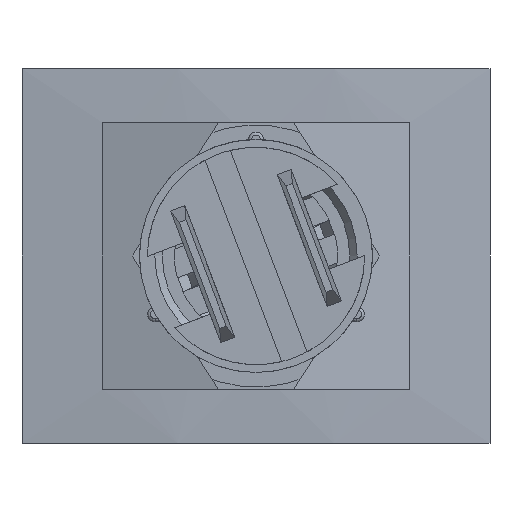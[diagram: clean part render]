
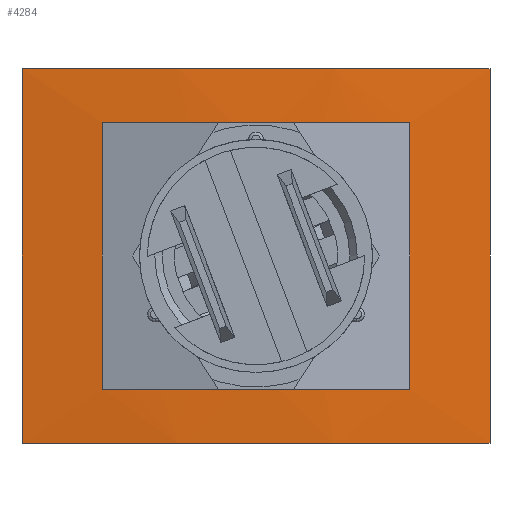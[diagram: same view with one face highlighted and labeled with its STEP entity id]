
A CAD part, front view. The second image highlights one B-rep face of the part: STEP entity #4284.
In plain terms, the highlighted cylindrical face has radius 56.951 mm (diameter 113.903 mm), a partial arc.
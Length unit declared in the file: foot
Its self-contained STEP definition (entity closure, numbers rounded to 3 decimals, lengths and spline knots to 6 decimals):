
#19 = VERTEX_POINT ( 'NONE', #3536 ) ;
#31 = VERTEX_POINT ( 'NONE', #5586 ) ;
#64 = DIRECTION ( 'NONE',  ( 0., 0., 1. ) ) ;
#86 = CARTESIAN_POINT ( 'NONE',  ( -0.026027, 0.000523, -0.020833 ) ) ;
#334 = ORIENTED_EDGE ( 'NONE', *, *, #3613, .F. ) ;
#353 = EDGE_LOOP ( 'NONE', ( #2930, #334, #2774, #5131, #2639, #4992, #1188, #2339 ) ) ;
#362 = CIRCLE ( 'NONE', #1710, 0.186849 ) ;
#397 = DIRECTION ( 'NONE',  ( 0., 0., -1. ) ) ;
#425 = DIRECTION ( 'NONE',  ( 1., 0., 0. ) ) ;
#592 = CARTESIAN_POINT ( 'NONE',  ( 0., -0.184503, 0.014833 ) ) ;
#641 = AXIS2_PLACEMENT_3D ( 'NONE', #5726, #2895, #6194 ) ;
#796 = CARTESIAN_POINT ( 'NONE',  ( 0.017083, 0.001562, 0.014833 ) ) ;
#865 = CARTESIAN_POINT ( 'NONE',  ( 0., -0.184503, 0.014833 ) ) ;
#986 = CARTESIAN_POINT ( 'NONE',  ( 0., -0.184503, -0.014833 ) ) ;
#1188 = ORIENTED_EDGE ( 'NONE', *, *, #3575, .F. ) ;
#1191 = DIRECTION ( 'NONE',  ( 0., 0., -1. ) ) ;
#1292 = DIRECTION ( 'NONE',  ( 0., 0., -1. ) ) ;
#1320 = CIRCLE ( 'NONE', #4220, 0.186849 ) ;
#1323 = DIRECTION ( 'NONE',  ( 0., 0., -1. ) ) ;
#1361 = VERTEX_POINT ( 'NONE', #2980 ) ;
#1363 = DIRECTION ( 'NONE',  ( 1., 0., 0. ) ) ;
#1509 = DIRECTION ( 'NONE',  ( 0., 0., 1. ) ) ;
#1555 = CIRCLE ( 'NONE', #3161, 0.186849 ) ;
#1565 = CARTESIAN_POINT ( 'NONE',  ( 0.007592, 0.002191, -0.014833 ) ) ;
#1628 = EDGE_CURVE ( 'NONE', #4841, #3220, #1320, .T. ) ;
#1640 = DIRECTION ( 'NONE',  ( 1., 0., 0. ) ) ;
#1710 = AXIS2_PLACEMENT_3D ( 'NONE', #5298, #2472, #5774 ) ;
#1775 = DIRECTION ( 'NONE',  ( 0., 0., 1. ) ) ;
#1826 = AXIS2_PLACEMENT_3D ( 'NONE', #865, #4209, #1363 ) ;
#1828 = EDGE_CURVE ( 'NONE', #4629, #1361, #3923, .T. ) ;
#1870 = EDGE_CURVE ( 'NONE', #31, #4396, #1555, .T. ) ;
#1952 = DIRECTION ( 'NONE',  ( 0., 0., 1. ) ) ;
#1986 = CYLINDRICAL_SURFACE ( 'NONE', #3073, 0.186849 ) ;
#2023 = CARTESIAN_POINT ( 'NONE',  ( 0., -0.184503, 0.020833 ) ) ;
#2042 = ORIENTED_EDGE ( 'NONE', *, *, #1828, .F. ) ;
#2046 = DIRECTION ( 'NONE',  ( 1., 0., 0. ) ) ;
#2078 = VECTOR ( 'NONE', #1323, 3.28084 ) ;
#2230 = DIRECTION ( 'NONE',  ( 0., 0., 1. ) ) ;
#2339 = ORIENTED_EDGE ( 'NONE', *, *, #1628, .F. ) ;
#2351 = EDGE_CURVE ( 'NONE', #1361, #5474, #4658, .T. ) ;
#2403 = EDGE_CURVE ( 'NONE', #19, #5474, #4506, .T. ) ;
#2406 = DIRECTION ( 'NONE',  ( 0., 0., 1. ) ) ;
#2409 = AXIS2_PLACEMENT_3D ( 'NONE', #4596, #1775, #5080 ) ;
#2467 = CARTESIAN_POINT ( 'NONE',  ( -0.007592, 0.002191, -0.014833 ) ) ;
#2472 = DIRECTION ( 'NONE',  ( 0., 0., -1. ) ) ;
#2639 = ORIENTED_EDGE ( 'NONE', *, *, #5190, .T. ) ;
#2681 = VECTOR ( 'NONE', #2230, 3.28084 ) ;
#2754 = CARTESIAN_POINT ( 'NONE',  ( -0.007592, 0.002191, 0.014833 ) ) ;
#2761 = EDGE_LOOP ( 'NONE', ( #4689, #5811, #2042, #3227 ) ) ;
#2774 = ORIENTED_EDGE ( 'NONE', *, *, #6187, .F. ) ;
#2895 = DIRECTION ( 'NONE',  ( 0., 0., -1. ) ) ;
#2903 = CARTESIAN_POINT ( 'NONE',  ( 0.026027, 0.000523, -0.020833 ) ) ;
#2908 = AXIS2_PLACEMENT_3D ( 'NONE', #4049, #1191, #4521 ) ;
#2930 = ORIENTED_EDGE ( 'NONE', *, *, #3761, .F. ) ;
#2939 = CARTESIAN_POINT ( 'NONE',  ( -0.017083, 0.001562, -0.014833 ) ) ;
#2980 = CARTESIAN_POINT ( 'NONE',  ( 0.026027, 0.000523, 0.020833 ) ) ;
#3071 = CARTESIAN_POINT ( 'NONE',  ( 0.007592, 0.002191, 0.014833 ) ) ;
#3073 = AXIS2_PLACEMENT_3D ( 'NONE', #3788, #2406, #425 ) ;
#3074 = VERTEX_POINT ( 'NONE', #2754 ) ;
#3161 = AXIS2_PLACEMENT_3D ( 'NONE', #986, #1292, #1640 ) ;
#3167 = CIRCLE ( 'NONE', #2409, 0.186849 ) ;
#3176 = LINE ( 'NONE', #4644, #2078 ) ;
#3220 = VERTEX_POINT ( 'NONE', #796 ) ;
#3227 = ORIENTED_EDGE ( 'NONE', *, *, #4963, .T. ) ;
#3375 = AXIS2_PLACEMENT_3D ( 'NONE', #2023, #1952, #2046 ) ;
#3423 = EDGE_CURVE ( 'NONE', #4731, #4447, #5166, .T. ) ;
#3503 = DIRECTION ( 'NONE',  ( 1., 0., 0. ) ) ;
#3536 = CARTESIAN_POINT ( 'NONE',  ( -0.026027, 0.000523, -0.020833 ) ) ;
#3539 = VECTOR ( 'NONE', #1509, 3.28084 ) ;
#3575 = EDGE_CURVE ( 'NONE', #3220, #4447, #3176, .T. ) ;
#3613 = EDGE_CURVE ( 'NONE', #5061, #3074, #4124, .T. ) ;
#3761 = EDGE_CURVE ( 'NONE', #3074, #4841, #362, .T. ) ;
#3788 = CARTESIAN_POINT ( 'NONE',  ( 0., -0.184503, -0.020833 ) ) ;
#3923 = LINE ( 'NONE', #5074, #2681 ) ;
#4049 = CARTESIAN_POINT ( 'NONE',  ( 0., -0.184503, -0.014833 ) ) ;
#4124 = CIRCLE ( 'NONE', #1826, 0.186849 ) ;
#4136 = CIRCLE ( 'NONE', #641, 0.186849 ) ;
#4209 = DIRECTION ( 'NONE',  ( 0., 0., -1. ) ) ;
#4220 = AXIS2_PLACEMENT_3D ( 'NONE', #592, #397, #3503 ) ;
#4284 = ADVANCED_FACE ( 'NONE', ( #5765, #4642 ), #1986, .T. ) ;
#4391 = CARTESIAN_POINT ( 'NONE',  ( 0.017083, 0.001562, -0.014833 ) ) ;
#4396 = VERTEX_POINT ( 'NONE', #2467 ) ;
#4447 = VERTEX_POINT ( 'NONE', #4391 ) ;
#4506 = LINE ( 'NONE', #86, #5627 ) ;
#4521 = DIRECTION ( 'NONE',  ( 1., 0., 0. ) ) ;
#4596 = CARTESIAN_POINT ( 'NONE',  ( 0., -0.184503, -0.020833 ) ) ;
#4629 = VERTEX_POINT ( 'NONE', #2903 ) ;
#4642 = FACE_OUTER_BOUND ( 'NONE', #2761, .T. ) ;
#4644 = CARTESIAN_POINT ( 'NONE',  ( 0.017083, 0.001562, 0.014833 ) ) ;
#4658 = CIRCLE ( 'NONE', #3375, 0.186849 ) ;
#4689 = ORIENTED_EDGE ( 'NONE', *, *, #2403, .T. ) ;
#4731 = VERTEX_POINT ( 'NONE', #1565 ) ;
#4841 = VERTEX_POINT ( 'NONE', #3071 ) ;
#4952 = LINE ( 'NONE', #2939, #3539 ) ;
#4963 = EDGE_CURVE ( 'NONE', #4629, #19, #3167, .T. ) ;
#4992 = ORIENTED_EDGE ( 'NONE', *, *, #3423, .T. ) ;
#5061 = VERTEX_POINT ( 'NONE', #6096 ) ;
#5074 = CARTESIAN_POINT ( 'NONE',  ( 0.026027, 0.000523, -0.020833 ) ) ;
#5080 = DIRECTION ( 'NONE',  ( 1., 0., 0. ) ) ;
#5131 = ORIENTED_EDGE ( 'NONE', *, *, #1870, .T. ) ;
#5166 = CIRCLE ( 'NONE', #2908, 0.186849 ) ;
#5190 = EDGE_CURVE ( 'NONE', #4396, #4731, #4136, .T. ) ;
#5298 = CARTESIAN_POINT ( 'NONE',  ( 0., -0.184503, 0.014833 ) ) ;
#5474 = VERTEX_POINT ( 'NONE', #5991 ) ;
#5586 = CARTESIAN_POINT ( 'NONE',  ( -0.017083, 0.001562, -0.014833 ) ) ;
#5627 = VECTOR ( 'NONE', #64, 3.28084 ) ;
#5726 = CARTESIAN_POINT ( 'NONE',  ( 0., -0.184503, -0.014833 ) ) ;
#5765 = FACE_BOUND ( 'NONE', #353, .T. ) ;
#5774 = DIRECTION ( 'NONE',  ( 1., 0., 0. ) ) ;
#5811 = ORIENTED_EDGE ( 'NONE', *, *, #2351, .F. ) ;
#5991 = CARTESIAN_POINT ( 'NONE',  ( -0.026027, 0.000523, 0.020833 ) ) ;
#6096 = CARTESIAN_POINT ( 'NONE',  ( -0.017083, 0.001562, 0.014833 ) ) ;
#6187 = EDGE_CURVE ( 'NONE', #31, #5061, #4952, .T. ) ;
#6194 = DIRECTION ( 'NONE',  ( 1., 0., 0. ) ) ;
